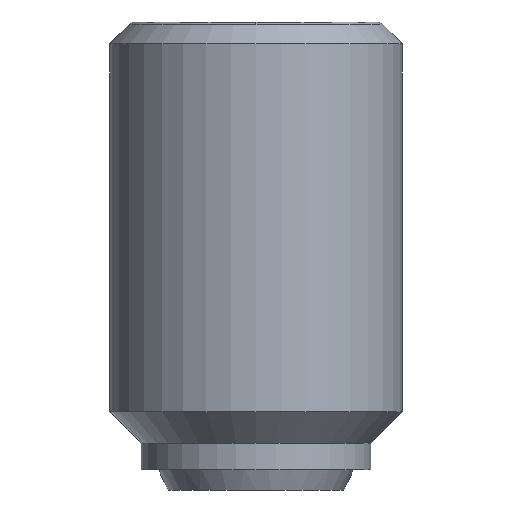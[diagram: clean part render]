
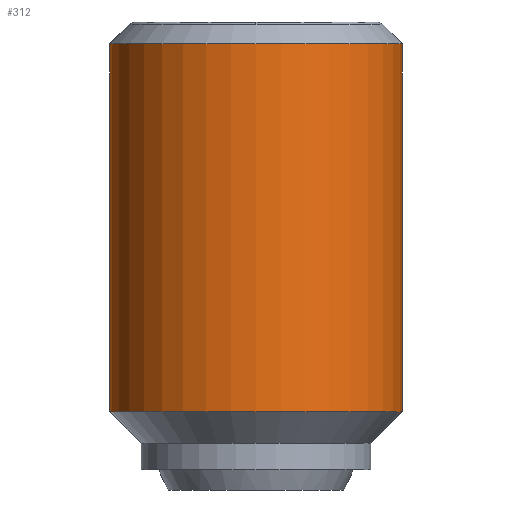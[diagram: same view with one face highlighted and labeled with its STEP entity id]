
A CAD part, front view. The second image highlights one B-rep face of the part: STEP entity #312.
In plain terms, the highlighted cylindrical face has radius 5 mm (diameter 10 mm), a partial arc.
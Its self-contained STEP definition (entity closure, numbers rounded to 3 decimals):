
#184=VERTEX_POINT('',#419);
#198=EDGE_CURVE('',#218,#248,#434,.T.);
#202=EDGE_CURVE('',#218,#226,#438,.T.);
#204=EDGE_CURVE('',#184,#226,#440,.T.);
#218=VERTEX_POINT('',#457);
#226=VERTEX_POINT('',#465);
#248=VERTEX_POINT('',#490);
#266=EDGE_CURVE('',#248,#184,#508,.T.);
#312=ADVANCED_FACE('',(#557),#558,.T.);
#419=CARTESIAN_POINT('',(5.,0.,-0.75));
#434=LINE('',#704,#705);
#438=CIRCLE('',#710,5.0);
#440=LINE('',#713,#714);
#457=CARTESIAN_POINT('',(-5.,0.,-13.325));
#465=CARTESIAN_POINT('',(5.,0.,-13.325));
#490=CARTESIAN_POINT('',(-5.,0.,-0.75));
#508=CIRCLE('',#830,5.0);
#557=FACE_OUTER_BOUND('',#910,.T.);
#558=CYLINDRICAL_SURFACE('',#911,5.0);
#704=CARTESIAN_POINT('',(-5.,0.,-7.038));
#705=VECTOR('',#1075,1.0);
#710=AXIS2_PLACEMENT_3D('',#1076,#1077,#1078);
#713=CARTESIAN_POINT('',(5.,0.,-7.038));
#714=VECTOR('',#1079,1.0);
#830=AXIS2_PLACEMENT_3D('',#1141,#1142,#1143);
#910=EDGE_LOOP('',(#1188,#1189,#1190,#1191));
#911=AXIS2_PLACEMENT_3D('',#1192,#1193,#1194);
#1075=DIRECTION('',(0.0,0.0,1.0));
#1076=CARTESIAN_POINT('',(0.,0.,-13.325));
#1077=DIRECTION('',(0.0,0.0,1.0));
#1078=DIRECTION('',(-1.0,0.,0.0));
#1079=DIRECTION('',(-0.0,-0.0,-1.0));
#1141=CARTESIAN_POINT('',(0.,0.,-0.75));
#1142=DIRECTION('',(0.0,0.0,1.0));
#1143=DIRECTION('',(-1.0,0.,0.0));
#1188=ORIENTED_EDGE('',*,*,#198,.F.);
#1189=ORIENTED_EDGE('',*,*,#202,.T.);
#1190=ORIENTED_EDGE('',*,*,#204,.F.);
#1191=ORIENTED_EDGE('',*,*,#266,.F.);
#1192=CARTESIAN_POINT('',(0.,0.,-7.038));
#1193=DIRECTION('',(-0.0,-0.0,-1.0));
#1194=DIRECTION('',(-1.0,0.,0.0));
